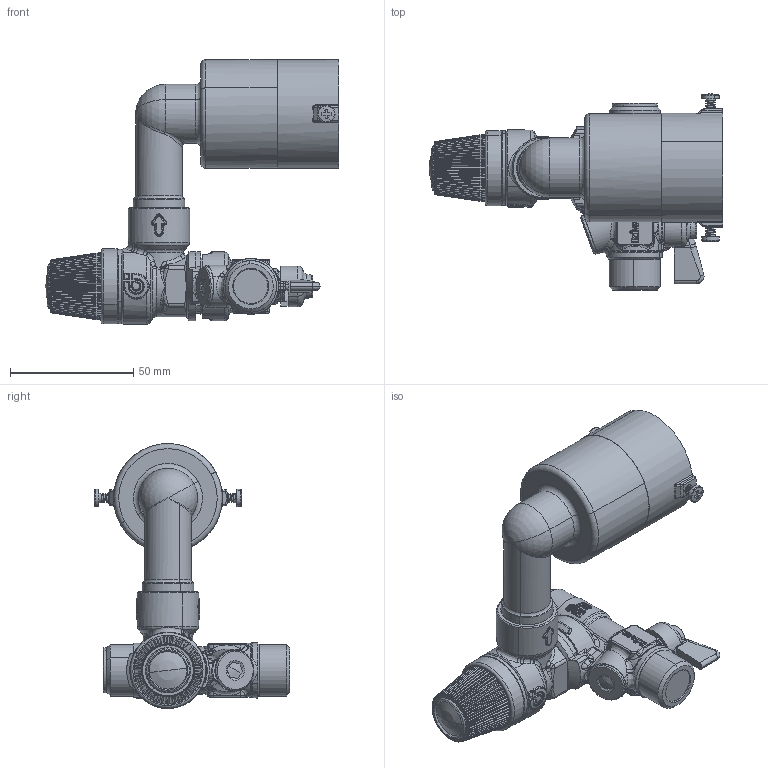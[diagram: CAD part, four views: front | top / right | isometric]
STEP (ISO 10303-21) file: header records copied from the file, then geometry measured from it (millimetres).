
FILE_DESCRIPTION(('CATIA V5 STEP Exchange'),'2;1');
FILE_NAME('STEP_528548_-_TST.stp','2018-12-07T15:37:41+00:00',('none'),('none'),'CATIA Version 5-6 Release 2016 SP4','CATIA V5 STEP AP203','none');
FILE_SCHEMA(('CONFIG_CONTROL_DESIGN'));
Length unit declared in the file: millimetre
Products named in the file (1): 528548 - TST
Bounding box: 119.15 x 79.48 x 107.59 mm (x, y, z)
Volume: 185053.6 mm3; surface area: 39593.2 mm2
Topology: 1 solids, 15 shells, 2744 faces, 6722 edges, 3820 vertices
Faces by surface type: bspline 1292, cylinder 580, plane 295, torus 225, cone 183, sphere 168, revolution 1
Entity records: 151192 total; most frequent: CARTESIAN_POINT 102581, ORIENTED_EDGE 13006, EDGE_CURVE 6503, DIRECTION 4530, B_SPLINE_CURVE_WITH_KNOTS 4085, VERTEX_POINT 3819, EDGE_LOOP 2803, ADVANCED_FACE 2744
